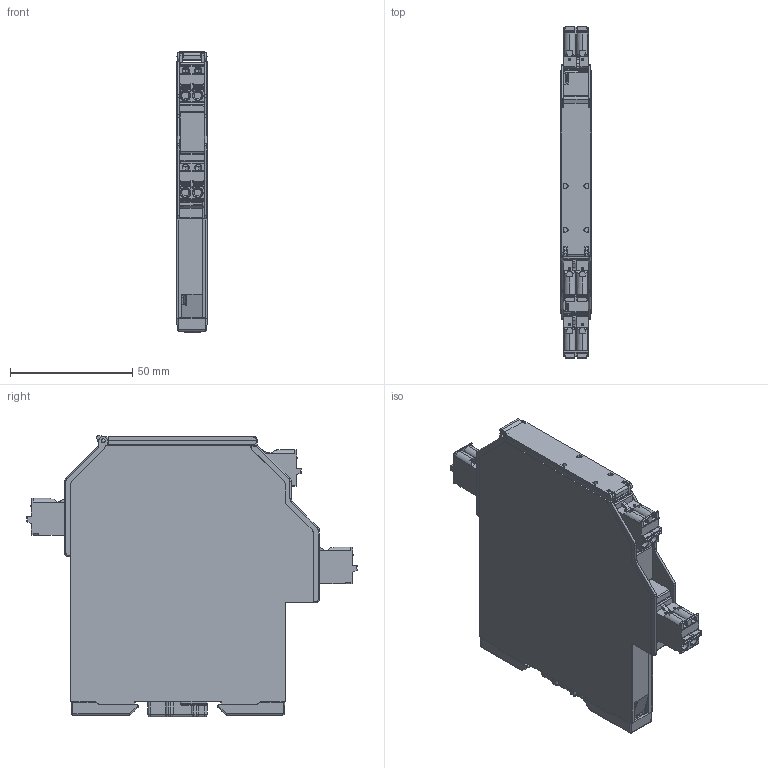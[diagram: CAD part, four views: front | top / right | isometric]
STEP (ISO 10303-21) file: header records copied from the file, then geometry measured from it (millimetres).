
FILE_DESCRIPTION((''),'2;1');
FILE_NAME('CAD-9004_ASM','2024-04-16T10:05:52',('creinig-se'),(''),'CREO PARAMETRIC BY PTC INC, 2022284','CREO PARAMETRIC BY PTC INC, 2022284','');
FILE_SCHEMA(('CONFIG_CONTROL_DESIGN','SHAPE_APPEARANCE_LAYERS_GROUPS'));
Products named in the file (4): CAD-8035_SW0001_TEILW; CAD-8035_KC_SLIDER; CAD-8652_FKCT_2_5-2-ST-5; CAD-9004_ASM
Assembly tree (6 placements, depth 2):
  CAD-9004_ASM
    CAD-8035_SW0001_TEILW
    CAD-8035_KC_SLIDER  x2
    CAD-8652_FKCT_2_5-2-ST-5  x3
Bounding box: 12.5 x 136 x 115.32 mm (x, y, z)
Volume: 126506.4 mm3; surface area: 41170.9 mm2
Topology: 7 solids, 7 shells, 1977 faces, 5508 edges, 3517 vertices
Faces by surface type: plane 1246, cylinder 559, cone 56, sphere 48, torus 38, bspline 30
Entity records: 57277 total; most frequent: CARTESIAN_POINT 12923, ORIENTED_EDGE 8116, DIRECTION 6926, EDGE_CURVE 4058, VECTOR 2952, LINE 2952, VERTEX_POINT 2612, AXIS2_PLACEMENT_3D 1987
